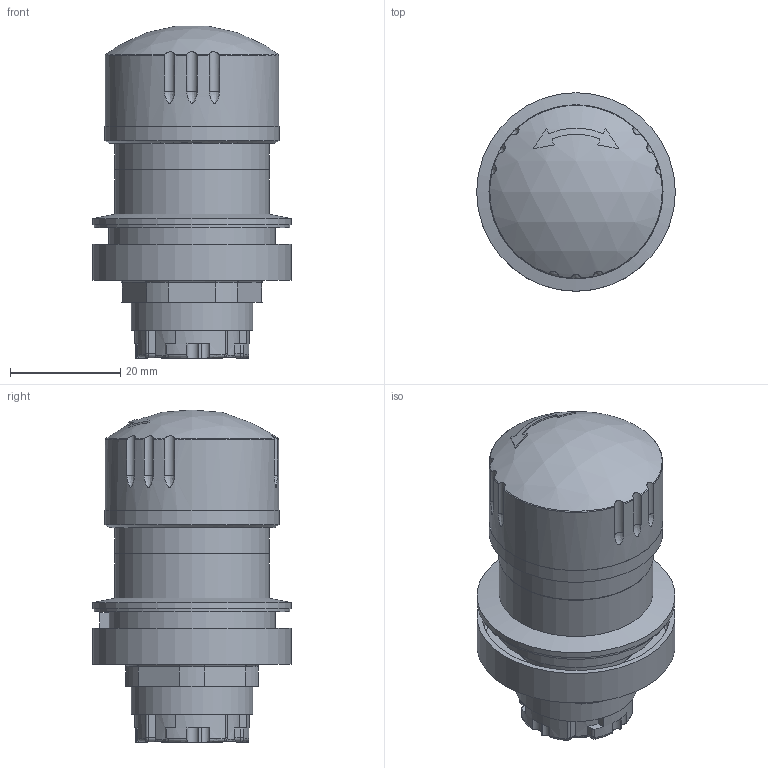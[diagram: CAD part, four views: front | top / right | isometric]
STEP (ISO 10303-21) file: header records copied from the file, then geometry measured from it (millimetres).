
FILE_DESCRIPTION(/* description */ (''),/* implementation_level */ '2;1');
FILE_NAME(/* name */ 'KRJUV.stp',/* time_stamp */ '2017-08-21T11:14:40+02:00',/* author */ ('mharscher'),/* organization */ (''),/* preprocessor_version */ 'ST-DEVELOPER v16.1',/* originating_system */ 'Autodesk Inventor 2016',/* authorisation */ '');
FILE_SCHEMA (('AUTOMOTIVE_DESIGN { 1 0 10303 214 3 1 1 }'));
Length unit declared in the file: centimetre
Products named in the file (1): KRJUV
Bounding box: 36 x 36 x 60.2 mm (x, y, z)
Volume: 36452.5 mm3; surface area: 9989.8 mm2
Topology: 1 solids, 1 shells, 201 faces, 515 edges, 333 vertices
Faces by surface type: cylinder 80, plane 63, torus 31, bspline 17, cone 8, sphere 2
Full cylindrical faces by diameter (mm): 21.099 x1, 22 x2, 22.6 x1, 28 x1, 28.1 x1, 30.2 x1, 31.5 x1, 31.55 x1, 34 x1, 35.5 x1, 36 x2
Entity records: 7185 total; most frequent: CARTESIAN_POINT 2503, ORIENTED_EDGE 978, DIRECTION 952, EDGE_CURVE 489, AXIS2_PLACEMENT_3D 391, VERTEX_POINT 326, EDGE_LOOP 237, CIRCLE 204
